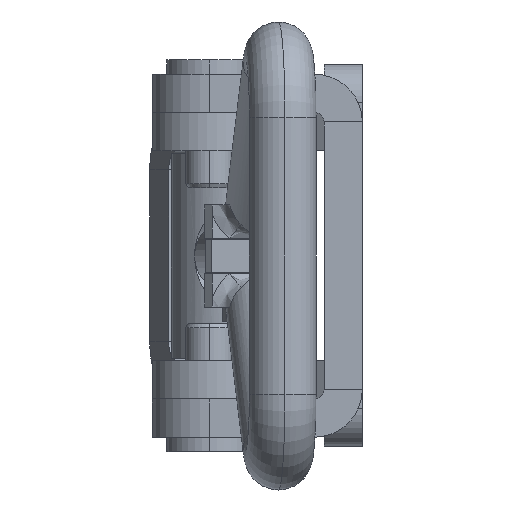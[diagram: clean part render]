
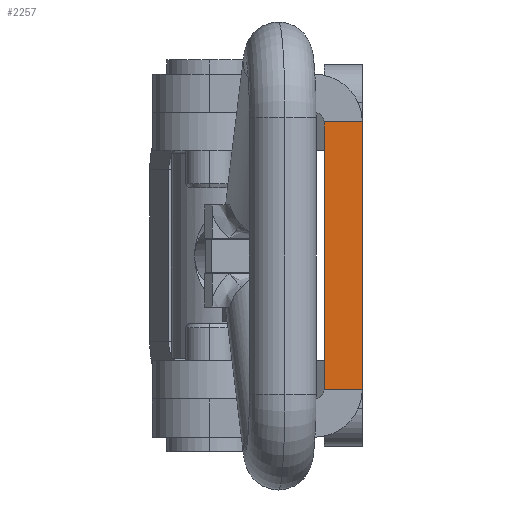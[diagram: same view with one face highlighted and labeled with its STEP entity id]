
A CAD part, left-side view. The second image highlights one B-rep face of the part: STEP entity #2257.
In plain terms, the highlighted planar face has unit normal (-1, 0, 0).
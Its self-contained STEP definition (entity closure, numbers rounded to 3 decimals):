
#313 = CARTESIAN_POINT ( 'NONE',  ( -23., -4., -6. ) ) ;
#434 = DIRECTION ( 'NONE',  ( 0., 1., 0. ) ) ;
#472 = CARTESIAN_POINT ( 'NONE',  ( -23., 0., -6. ) ) ;
#523 = CARTESIAN_POINT ( 'NONE',  ( -23., -4., -34. ) ) ;
#540 = CARTESIAN_POINT ( 'NONE',  ( -23., 0., -34. ) ) ;
#597 = VECTOR ( 'NONE', #1524, 1000. ) ;
#722 = LINE ( 'NONE', #4579, #1618 ) ;
#752 = LINE ( 'NONE', #2005, #597 ) ;
#1000 = CARTESIAN_POINT ( 'NONE',  ( -23., -4., -34. ) ) ;
#1300 = VERTEX_POINT ( 'NONE', #1000 ) ;
#1524 = DIRECTION ( 'NONE',  ( 0., 0., 1. ) ) ;
#1618 = VECTOR ( 'NONE', #4562, 1000. ) ;
#1895 = ORIENTED_EDGE ( 'NONE', *, *, #4456, .T. ) ;
#2005 = CARTESIAN_POINT ( 'NONE',  ( -23., 0., -34. ) ) ;
#2257 = ADVANCED_FACE ( 'NONE', ( #5005 ), #6242, .T. ) ;
#2385 = VERTEX_POINT ( 'NONE', #4251 ) ;
#2656 = EDGE_CURVE ( 'NONE', #2385, #4298, #6233, .T. ) ;
#2821 = ORIENTED_EDGE ( 'NONE', *, *, #4215, .F. ) ;
#2871 = EDGE_CURVE ( 'NONE', #1300, #4592, #3626, .T. ) ;
#3545 = VECTOR ( 'NONE', #4715, 1000. ) ;
#3626 = LINE ( 'NONE', #4670, #3545 ) ;
#3715 = ORIENTED_EDGE ( 'NONE', *, *, #2656, .T. ) ;
#3763 = ORIENTED_EDGE ( 'NONE', *, *, #2871, .F. ) ;
#4215 = EDGE_CURVE ( 'NONE', #4592, #4298, #752, .T. ) ;
#4251 = CARTESIAN_POINT ( 'NONE',  ( -23., -4., -6. ) ) ;
#4298 = VERTEX_POINT ( 'NONE', #472 ) ;
#4456 = EDGE_CURVE ( 'NONE', #1300, #2385, #722, .T. ) ;
#4562 = DIRECTION ( 'NONE',  ( 0., 0., 1. ) ) ;
#4579 = CARTESIAN_POINT ( 'NONE',  ( -23., -4., -34. ) ) ;
#4592 = VERTEX_POINT ( 'NONE', #540 ) ;
#4670 = CARTESIAN_POINT ( 'NONE',  ( -23., -4., -34. ) ) ;
#4715 = DIRECTION ( 'NONE',  ( 0., 1., 0. ) ) ;
#4793 = AXIS2_PLACEMENT_3D ( 'NONE', #523, #6166, #6160 ) ;
#5005 = FACE_OUTER_BOUND ( 'NONE', #6264, .T. ) ;
#6118 = VECTOR ( 'NONE', #434, 1000. ) ;
#6160 = DIRECTION ( 'NONE',  ( 0., 0., 1. ) ) ;
#6166 = DIRECTION ( 'NONE',  ( -1., 0., 0. ) ) ;
#6233 = LINE ( 'NONE', #313, #6118 ) ;
#6242 = PLANE ( 'NONE',  #4793 ) ;
#6264 = EDGE_LOOP ( 'NONE', ( #2821, #3763, #1895, #3715 ) ) ;
